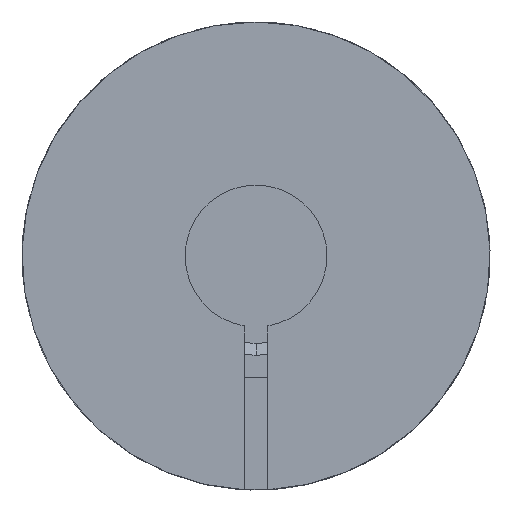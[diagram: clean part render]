
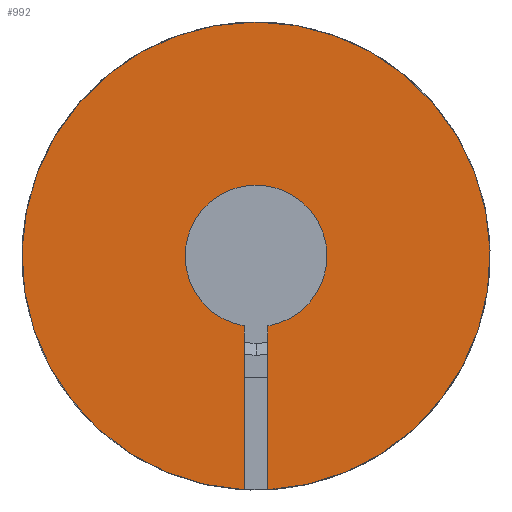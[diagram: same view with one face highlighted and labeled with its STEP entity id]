
A CAD part, front view. The second image highlights one B-rep face of the part: STEP entity #992.
In plain terms, the highlighted planar face has unit normal (0, -1, 0).
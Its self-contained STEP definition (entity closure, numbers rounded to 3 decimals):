
#124 = ORIENTED_EDGE ( 'NONE', *, *, #1418, .T. ) ;
#143 = VERTEX_POINT ( 'NONE', #1137 ) ;
#155 = FACE_OUTER_BOUND ( 'NONE', #1766, .T. ) ;
#196 = VECTOR ( 'NONE', #1572, 1000. ) ;
#261 = VERTEX_POINT ( 'NONE', #360 ) ;
#357 = AXIS2_PLACEMENT_3D ( 'NONE', #429, #1015, #1322 ) ;
#360 = CARTESIAN_POINT ( 'NONE',  ( 0.5, -4., -9.887 ) ) ;
#429 = CARTESIAN_POINT ( 'NONE',  ( 0., -4., 0. ) ) ;
#430 = ORIENTED_EDGE ( 'NONE', *, *, #675, .F. ) ;
#561 = LINE ( 'NONE', #1260, #1658 ) ;
#566 = CARTESIAN_POINT ( 'NONE',  ( 0., -4., 0. ) ) ;
#673 = ORIENTED_EDGE ( 'NONE', *, *, #932, .T. ) ;
#675 = EDGE_CURVE ( 'NONE', #1887, #261, #1268, .T. ) ;
#708 = DIRECTION ( 'NONE',  ( 0., 0., -1. ) ) ;
#717 = CARTESIAN_POINT ( 'NONE',  ( -0.5, -4., 0. ) ) ;
#741 = ORIENTED_EDGE ( 'NONE', *, *, #1868, .F. ) ;
#743 = CARTESIAN_POINT ( 'NONE',  ( -0.5, -4., -9.887 ) ) ;
#873 = CARTESIAN_POINT ( 'NONE',  ( -0.5, -4., -2.958 ) ) ;
#932 = EDGE_CURVE ( 'NONE', #143, #261, #561, .T. ) ;
#992 = ADVANCED_FACE ( 'NONE', ( #155 ), #1891, .F. ) ;
#1000 = DIRECTION ( 'NONE',  ( 0., 0., 1. ) ) ;
#1015 = DIRECTION ( 'NONE',  ( 0., 1., 0. ) ) ;
#1034 = CARTESIAN_POINT ( 'NONE',  ( 0., -4., 0. ) ) ;
#1137 = CARTESIAN_POINT ( 'NONE',  ( 0.5, -4., -2.958 ) ) ;
#1260 = CARTESIAN_POINT ( 'NONE',  ( 0.5, -4., 0. ) ) ;
#1268 = CIRCLE ( 'NONE', #357, 9.9 ) ;
#1315 = VERTEX_POINT ( 'NONE', #873 ) ;
#1322 = DIRECTION ( 'NONE',  ( 0., 0., 1. ) ) ;
#1418 = EDGE_CURVE ( 'NONE', #1315, #143, #1540, .T. ) ;
#1528 = DIRECTION ( 'NONE',  ( 0., 1., 0. ) ) ;
#1540 = CIRCLE ( 'NONE', #1691, 3. ) ;
#1543 = AXIS2_PLACEMENT_3D ( 'NONE', #1034, #1869, #1000 ) ;
#1554 = LINE ( 'NONE', #717, #196 ) ;
#1572 = DIRECTION ( 'NONE',  ( 0., 0., -1. ) ) ;
#1658 = VECTOR ( 'NONE', #708, 1000. ) ;
#1691 = AXIS2_PLACEMENT_3D ( 'NONE', #566, #1528, #1705 ) ;
#1705 = DIRECTION ( 'NONE',  ( 0., 0., 1. ) ) ;
#1766 = EDGE_LOOP ( 'NONE', ( #124, #673, #430, #741 ) ) ;
#1868 = EDGE_CURVE ( 'NONE', #1315, #1887, #1554, .T. ) ;
#1869 = DIRECTION ( 'NONE',  ( 0., 1., 0. ) ) ;
#1887 = VERTEX_POINT ( 'NONE', #743 ) ;
#1891 = PLANE ( 'NONE',  #1543 ) ;
